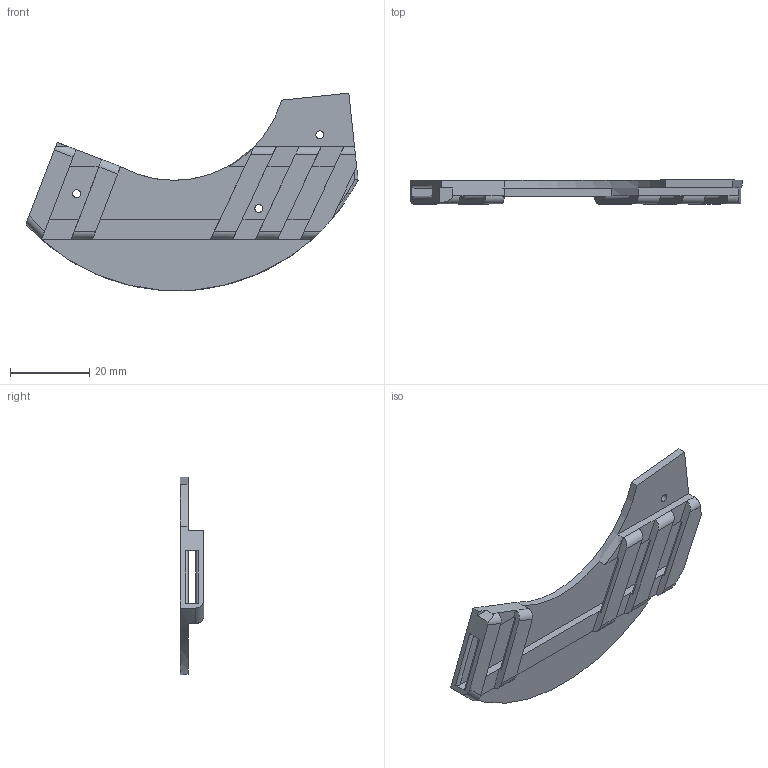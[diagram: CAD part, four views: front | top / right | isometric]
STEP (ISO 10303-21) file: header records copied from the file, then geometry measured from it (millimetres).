
FILE_DESCRIPTION (( 'STEP AP203' ), '1' );
FILE_NAME ('Back Plate.STEP', '2017-11-01T22:47:57', ( '' ), ( '' ), 'SwSTEP 2.0', 'SolidWorks 2016', '' );
FILE_SCHEMA (( 'CONFIG_CONTROL_DESIGN' ));
Length unit declared in the file: millimetre
Products named in the file (1): Back Plate
Bounding box: 83.55 x 6 x 49.76 mm (x, y, z)
Volume: 7022.4 mm3; surface area: 7032.2 mm2
Topology: 1 solids, 1 shells, 77 faces, 226 edges, 143 vertices
Faces by surface type: plane 44, cylinder 32, torus 1
Entity records: 2637 total; most frequent: CARTESIAN_POINT 597, ORIENTED_EDGE 452, DIRECTION 368, EDGE_CURVE 226, LINE 152, VECTOR 152, VERTEX_POINT 143, AXIS2_PLACEMENT_3D 108
